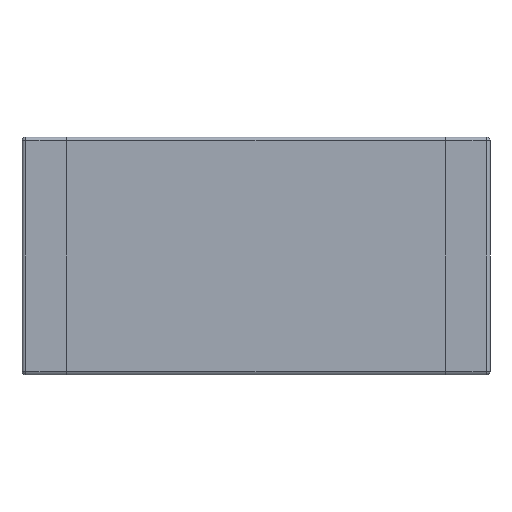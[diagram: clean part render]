
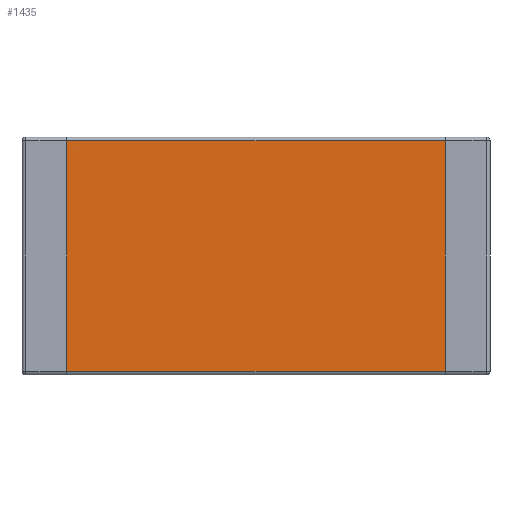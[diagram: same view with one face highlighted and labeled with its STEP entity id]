
A CAD part, front view. The second image highlights one B-rep face of the part: STEP entity #1435.
In plain terms, the highlighted planar face has unit normal (0, -1, 0).
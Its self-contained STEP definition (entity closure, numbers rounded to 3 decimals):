
#60 = DIRECTION ( 'NONE',  ( 0., 0., 1. ) ) ;
#61 = VECTOR ( 'NONE', #60, 1000. ) ;
#62 = CARTESIAN_POINT ( 'NONE',  ( -2.55, 0., -1.6 ) ) ;
#63 = LINE ( 'NONE', #62, #61 ) ;
#65 = CARTESIAN_POINT ( 'NONE',  ( 2.55, 0., -1.55 ) ) ;
#136 = CARTESIAN_POINT ( 'NONE',  ( -2.55, 0., -1.55 ) ) ;
#233 = DIRECTION ( 'NONE',  ( 0., 0., -1. ) ) ;
#234 = VECTOR ( 'NONE', #233, 1000. ) ;
#235 = CARTESIAN_POINT ( 'NONE',  ( 2.55, 0., -1.6 ) ) ;
#236 = LINE ( 'NONE', #235, #234 ) ;
#412 = CARTESIAN_POINT ( 'NONE',  ( 2.55, 0., 1.55 ) ) ;
#428 = CARTESIAN_POINT ( 'NONE',  ( -2.55, 0., 1.55 ) ) ;
#832 = DIRECTION ( 'NONE',  ( -1., 0., 0. ) ) ;
#833 = VECTOR ( 'NONE', #832, 1000. ) ;
#834 = CARTESIAN_POINT ( 'NONE',  ( -3.15, 0., 1.55 ) ) ;
#835 = LINE ( 'NONE', #834, #833 ) ;
#879 = FACE_OUTER_BOUND ( 'NONE', #1436, .T. ) ;
#919 = DIRECTION ( 'NONE',  ( 1., 0., 0. ) ) ;
#920 = VECTOR ( 'NONE', #919, 1000. ) ;
#921 = CARTESIAN_POINT ( 'NONE',  ( 3.15, 0., -1.55 ) ) ;
#922 = DIRECTION ( 'NONE',  ( 0., 0., -1. ) ) ;
#923 = DIRECTION ( 'NONE',  ( 0., -1., 0. ) ) ;
#924 = CARTESIAN_POINT ( 'NONE',  ( 3.15, 0., -1.6 ) ) ;
#925 = AXIS2_PLACEMENT_3D ( 'NONE', #924, #923, #922 ) ;
#926 = PLANE ( 'NONE',  #925 ) ;
#927 = LINE ( 'NONE', #921, #920 ) ;
#1194 = VERTEX_POINT ( 'NONE', #65 ) ;
#1198 = EDGE_CURVE ( 'NONE', #1218, #1304, #63, .T. ) ;
#1218 = VERTEX_POINT ( 'NONE', #136 ) ;
#1242 = EDGE_CURVE ( 'NONE', #1289, #1194, #236, .T. ) ;
#1289 = VERTEX_POINT ( 'NONE', #412 ) ;
#1304 = VERTEX_POINT ( 'NONE', #428 ) ;
#1417 = ORIENTED_EDGE ( 'NONE', *, *, #1418, .T. ) ;
#1418 = EDGE_CURVE ( 'NONE', #1289, #1304, #835, .T. ) ;
#1435 = ADVANCED_FACE ( 'NONE', ( #879 ), #926, .T. ) ;
#1436 = EDGE_LOOP ( 'NONE', ( #1437, #1438, #1440, #1417 ) ) ;
#1437 = ORIENTED_EDGE ( 'NONE', *, *, #1198, .F. ) ;
#1438 = ORIENTED_EDGE ( 'NONE', *, *, #1439, .T. ) ;
#1439 = EDGE_CURVE ( 'NONE', #1218, #1194, #927, .T. ) ;
#1440 = ORIENTED_EDGE ( 'NONE', *, *, #1242, .F. ) ;
